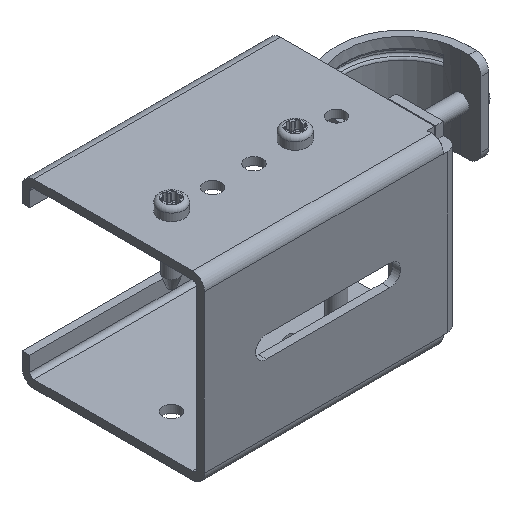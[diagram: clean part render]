
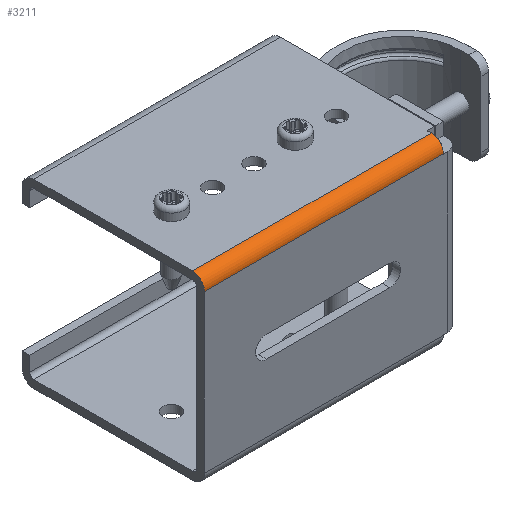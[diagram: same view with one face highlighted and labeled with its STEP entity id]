
A CAD part, isometric view. The second image highlights one B-rep face of the part: STEP entity #3211.
In plain terms, the highlighted cylindrical face has radius 2.9 mm (diameter 5.8 mm), a partial arc.
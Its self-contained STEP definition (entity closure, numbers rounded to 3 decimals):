
#958 = PLANE('',#959);
#959 = AXIS2_PLACEMENT_3D('',#960,#961,#962);
#960 = CARTESIAN_POINT('',(-19.1,0.,59.8));
#961 = DIRECTION('',(0.,1.,0.));
#962 = DIRECTION('',(0.,-0.,1.));
#1182 = VERTEX_POINT('',#1183);
#1183 = CARTESIAN_POINT('',(-19.1,0.,58.));
#1197 = PLANE('',#1198);
#1198 = AXIS2_PLACEMENT_3D('',#1199,#1200,#1201);
#1199 = CARTESIAN_POINT('',(22.,3.9,58.));
#1200 = DIRECTION('',(0.,0.,-1.));
#1201 = DIRECTION('',(-1.,0.,0.));
#1209 = EDGE_CURVE('',#1182,#1210,#1212,.T.);
#1210 = VERTEX_POINT('',#1211);
#1211 = CARTESIAN_POINT('',(-19.1,0.,0.));
#1212 = SURFACE_CURVE('',#1213,(#1217,#1224),.PCURVE_S1.);
#1213 = LINE('',#1214,#1215);
#1214 = CARTESIAN_POINT('',(-19.1,0.,59.8));
#1215 = VECTOR('',#1216,1.);
#1216 = DIRECTION('',(0.,0.,-1.));
#1217 = PCURVE('',#958,#1218);
#1218 = DEFINITIONAL_REPRESENTATION('',(#1219),#1223);
#1219 = LINE('',#1220,#1221);
#1220 = CARTESIAN_POINT('',(0.,0.));
#1221 = VECTOR('',#1222,1.);
#1222 = DIRECTION('',(-1.,0.));
#1223 = ( GEOMETRIC_REPRESENTATION_CONTEXT(2) 
PARAMETRIC_REPRESENTATION_CONTEXT() REPRESENTATION_CONTEXT('2D SPACE',''
  ) );
#1224 = PCURVE('',#1225,#1230);
#1225 = CYLINDRICAL_SURFACE('',#1226,2.9);
#1226 = AXIS2_PLACEMENT_3D('',#1227,#1228,#1229);
#1227 = CARTESIAN_POINT('',(-19.1,2.9,59.8));
#1228 = DIRECTION('',(0.,0.,-1.));
#1229 = DIRECTION('',(-1.,0.,0.));
#1230 = DEFINITIONAL_REPRESENTATION('',(#1231),#1235);
#1231 = LINE('',#1232,#1233);
#1232 = CARTESIAN_POINT('',(4.712,0.));
#1233 = VECTOR('',#1234,1.);
#1234 = DIRECTION('',(0.,1.));
#1235 = ( GEOMETRIC_REPRESENTATION_CONTEXT(2) 
PARAMETRIC_REPRESENTATION_CONTEXT() REPRESENTATION_CONTEXT('2D SPACE',''
  ) );
#1253 = PLANE('',#1254);
#1254 = AXIS2_PLACEMENT_3D('',#1255,#1256,#1257);
#1255 = CARTESIAN_POINT('',(-19.1,2.9,0.));
#1256 = DIRECTION('',(0.,0.,1.));
#1257 = DIRECTION('',(1.,0.,-0.));
#2441 = VERTEX_POINT('',#2442);
#2442 = CARTESIAN_POINT('',(-22.,2.9,58.));
#2456 = PLANE('',#2457);
#2457 = AXIS2_PLACEMENT_3D('',#2458,#2459,#2460);
#2458 = CARTESIAN_POINT('',(-22.,41.4,59.8));
#2459 = DIRECTION('',(1.,0.,0.));
#2460 = DIRECTION('',(0.,0.,-1.));
#2468 = EDGE_CURVE('',#1182,#2441,#2469,.T.);
#2469 = SURFACE_CURVE('',#2470,(#2475,#2482),.PCURVE_S1.);
#2470 = CIRCLE('',#2471,2.9);
#2471 = AXIS2_PLACEMENT_3D('',#2472,#2473,#2474);
#2472 = CARTESIAN_POINT('',(-19.1,2.9,58.));
#2473 = DIRECTION('',(0.,0.,-1.));
#2474 = DIRECTION('',(-1.,0.,0.));
#2475 = PCURVE('',#1197,#2476);
#2476 = DEFINITIONAL_REPRESENTATION('',(#2477),#2481);
#2477 = CIRCLE('',#2478,2.9);
#2478 = AXIS2_PLACEMENT_2D('',#2479,#2480);
#2479 = CARTESIAN_POINT('',(41.1,-1.));
#2480 = DIRECTION('',(1.,0.));
#2481 = ( GEOMETRIC_REPRESENTATION_CONTEXT(2) 
PARAMETRIC_REPRESENTATION_CONTEXT() REPRESENTATION_CONTEXT('2D SPACE',''
  ) );
#2482 = PCURVE('',#1225,#2483);
#2483 = DEFINITIONAL_REPRESENTATION('',(#2484),#2488);
#2484 = LINE('',#2485,#2486);
#2485 = CARTESIAN_POINT('',(0.,1.8));
#2486 = VECTOR('',#2487,1.);
#2487 = DIRECTION('',(1.,0.));
#2488 = ( GEOMETRIC_REPRESENTATION_CONTEXT(2) 
PARAMETRIC_REPRESENTATION_CONTEXT() REPRESENTATION_CONTEXT('2D SPACE',''
  ) );
#3169 = VERTEX_POINT('',#3170);
#3170 = CARTESIAN_POINT('',(-22.,2.9,0.));
#3191 = EDGE_CURVE('',#2441,#3169,#3192,.T.);
#3192 = SURFACE_CURVE('',#3193,(#3197,#3204),.PCURVE_S1.);
#3193 = LINE('',#3194,#3195);
#3194 = CARTESIAN_POINT('',(-22.,2.9,59.8));
#3195 = VECTOR('',#3196,1.);
#3196 = DIRECTION('',(0.,0.,-1.));
#3197 = PCURVE('',#2456,#3198);
#3198 = DEFINITIONAL_REPRESENTATION('',(#3199),#3203);
#3199 = LINE('',#3200,#3201);
#3200 = CARTESIAN_POINT('',(0.,-38.5));
#3201 = VECTOR('',#3202,1.);
#3202 = DIRECTION('',(1.,0.));
#3203 = ( GEOMETRIC_REPRESENTATION_CONTEXT(2) 
PARAMETRIC_REPRESENTATION_CONTEXT() REPRESENTATION_CONTEXT('2D SPACE',''
  ) );
#3204 = PCURVE('',#1225,#3205);
#3205 = DEFINITIONAL_REPRESENTATION('',(#3206),#3210);
#3206 = LINE('',#3207,#3208);
#3207 = CARTESIAN_POINT('',(6.283,0.));
#3208 = VECTOR('',#3209,1.);
#3209 = DIRECTION('',(0.,1.));
#3210 = ( GEOMETRIC_REPRESENTATION_CONTEXT(2) 
PARAMETRIC_REPRESENTATION_CONTEXT() REPRESENTATION_CONTEXT('2D SPACE',''
  ) );
#3211 = ADVANCED_FACE('',(#3212),#1225,.T.);
#3212 = FACE_BOUND('',#3213,.T.);
#3213 = EDGE_LOOP('',(#3214,#3215,#3216,#3217));
#3214 = ORIENTED_EDGE('',*,*,#1209,.F.);
#3215 = ORIENTED_EDGE('',*,*,#2468,.T.);
#3216 = ORIENTED_EDGE('',*,*,#3191,.T.);
#3217 = ORIENTED_EDGE('',*,*,#3218,.T.);
#3218 = EDGE_CURVE('',#3169,#1210,#3219,.T.);
#3219 = SURFACE_CURVE('',#3220,(#3225,#3232),.PCURVE_S1.);
#3220 = CIRCLE('',#3221,2.9);
#3221 = AXIS2_PLACEMENT_3D('',#3222,#3223,#3224);
#3222 = CARTESIAN_POINT('',(-19.1,2.9,0.));
#3223 = DIRECTION('',(0.,0.,1.));
#3224 = DIRECTION('',(1.,0.,-0.));
#3225 = PCURVE('',#1225,#3226);
#3226 = DEFINITIONAL_REPRESENTATION('',(#3227),#3231);
#3227 = LINE('',#3228,#3229);
#3228 = CARTESIAN_POINT('',(9.425,59.8));
#3229 = VECTOR('',#3230,1.);
#3230 = DIRECTION('',(-1.,0.));
#3231 = ( GEOMETRIC_REPRESENTATION_CONTEXT(2) 
PARAMETRIC_REPRESENTATION_CONTEXT() REPRESENTATION_CONTEXT('2D SPACE',''
  ) );
#3232 = PCURVE('',#1253,#3233);
#3233 = DEFINITIONAL_REPRESENTATION('',(#3234),#3238);
#3234 = CIRCLE('',#3235,2.9);
#3235 = AXIS2_PLACEMENT_2D('',#3236,#3237);
#3236 = CARTESIAN_POINT('',(0.,0.));
#3237 = DIRECTION('',(1.,0.));
#3238 = ( GEOMETRIC_REPRESENTATION_CONTEXT(2) 
PARAMETRIC_REPRESENTATION_CONTEXT() REPRESENTATION_CONTEXT('2D SPACE',''
  ) );
